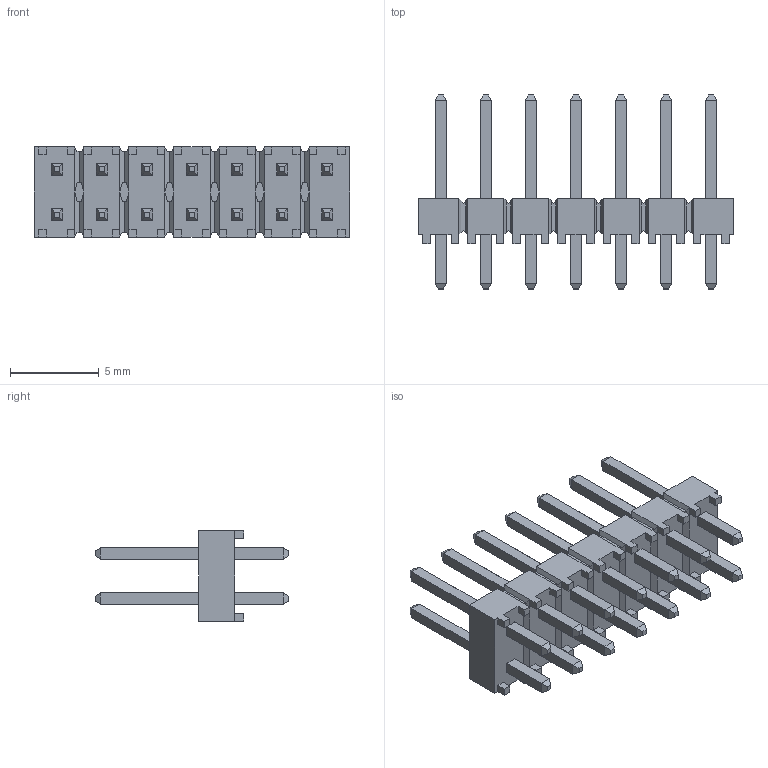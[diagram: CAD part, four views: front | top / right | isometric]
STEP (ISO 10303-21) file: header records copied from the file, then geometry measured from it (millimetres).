
FILE_DESCRIPTION( ( 'STEP AP214' ), ' ' );
FILE_NAME( 'TSW-107-07-G-D.stp', '2018-03-22T14:07:20', ( '' ), ( '' ), ' ', 'PARTsolutions', ' ' );
FILE_SCHEMA( ( 'AUTOMOTIVE_DESIGN { 1 0 10303 214 1 1 1 1 }' ) );
Length unit declared in the file: inch
Products named in the file (3): TSW-107-07-G-D; _TSW-107-07-G-D_body; _T-1S6-07-TSW-1-07-7-D
Assembly tree (2 placements, depth 2):
  TSW-107-07-G-D
    _TSW-107-07-G-D_body
    _T-1S6-07-TSW-1-07-7-D
Bounding box: 17.78 x 10.92 x 5.08 mm (x, y, z)
Volume: 231.3 mm3; surface area: 883.2 mm2
Topology: 2 solids, 2 shells, 576 faces, 1436 edges, 880 vertices
Faces by surface type: plane 576
Entity records: 21206 total; most frequent: CARTESIAN_POINT 2895, ORIENTED_EDGE 2872, DIRECTION 2594, EDGE_CURVE 1436, LINE 1436, VECTOR 1436, VERTEX_POINT 880, EDGE_LOOP 632
